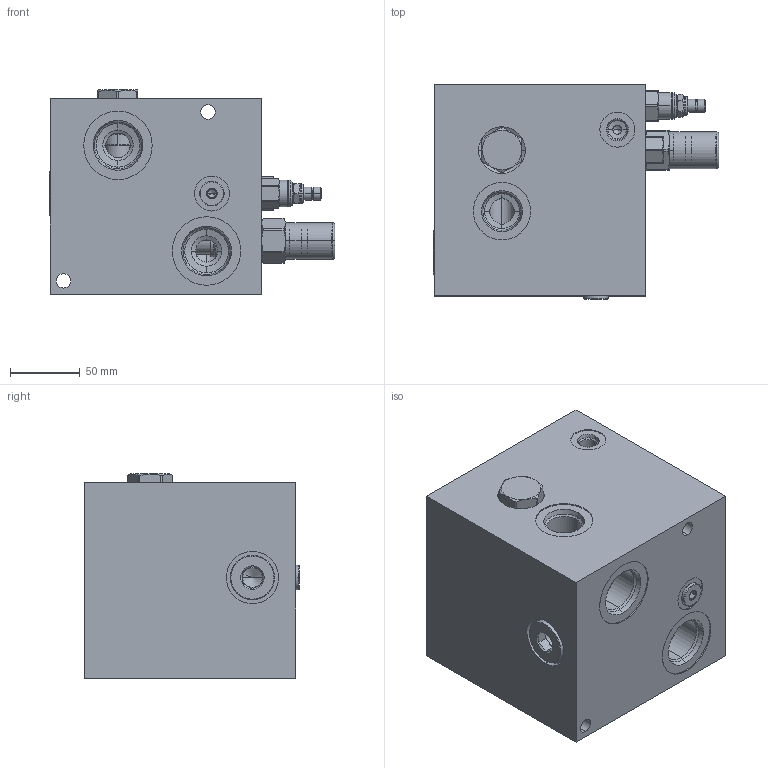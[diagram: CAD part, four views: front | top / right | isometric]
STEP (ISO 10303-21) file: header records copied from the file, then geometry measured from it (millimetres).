
FILE_DESCRIPTION((''),'2;1');
FILE_NAME('XQEFLANBM_ASM','2024-10-16T',('ProEService'),(''),'PRO/ENGINEER BY PARAMETRIC TECHNOLOGY CORPORATION, 2014200','PRO/ENGINEER BY PARAMETRIC TECHNOLOGY CORPORATION, 2014200','');
FILE_SCHEMA(('CONFIG_CONTROL_DESIGN'));
Length unit declared in the file: inch
Products named in the file (8): 154-629-004; QPABLAN; RVEFXAN; LPBDXFN; A330-006-006; A330-006-012; CXFAXCN; XQEFLANBM_ASM
Assembly tree (7 placements, depth 2):
  XQEFLANBM_ASM
    154-629-004
    QPABLAN
    RVEFXAN
    LPBDXFN
    A330-006-006
    A330-006-012
    CXFAXCN
Bounding box: 203.96 x 153.34 x 146.02 mm (x, y, z)
Volume: 2969595.9 mm3; surface area: 236538.1 mm2
Topology: 17 solids, 24 shells, 1096 faces, 2963 edges, 2138 vertices
Faces by surface type: cylinder 445, cone 278, plane 208, torus 119, revolution 40, sphere 4, bspline 2
Entity records: 40757 total; most frequent: CARTESIAN_POINT 13109, DIRECTION 6123, ORIENTED_EDGE 4974, EDGE_CURVE 2487, AXIS2_PLACEMENT_3D 2392, VERTEX_POINT 1500, CIRCLE 1304, VECTOR 1299
